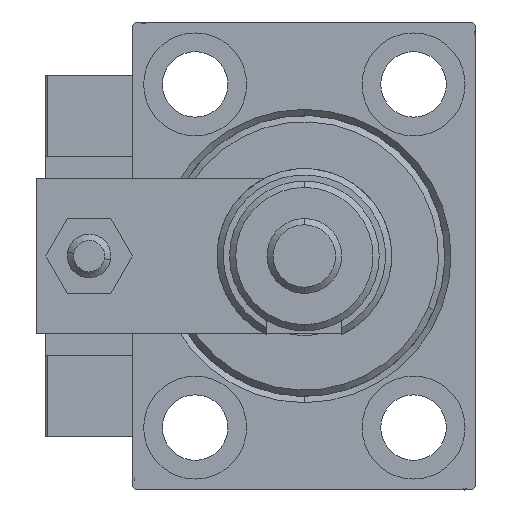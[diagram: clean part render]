
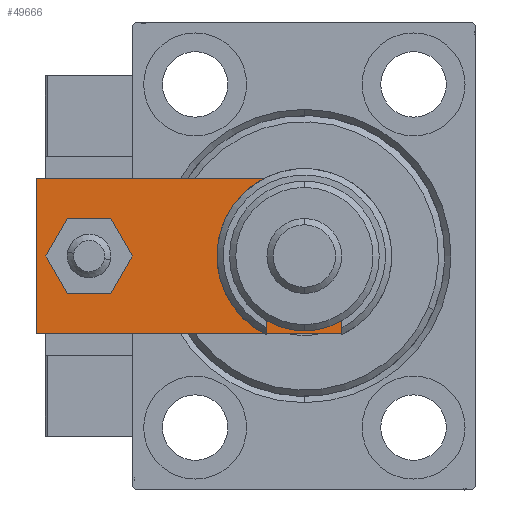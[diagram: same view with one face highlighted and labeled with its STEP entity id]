
A CAD part, left-side view. The second image highlights one B-rep face of the part: STEP entity #49666.
In plain terms, the highlighted face is planar.
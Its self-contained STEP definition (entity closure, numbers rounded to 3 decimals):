
#370 = LINE ( 'NONE', #16619, #16450 ) ;
#578 = ORIENTED_EDGE ( 'NONE', *, *, #35971, .T. ) ;
#1436 = CARTESIAN_POINT ( 'NONE',  ( 4., 46.5, 6. ) ) ;
#1620 = ORIENTED_EDGE ( 'NONE', *, *, #34147, .T. ) ;
#2190 = CIRCLE ( 'NONE', #47208, 4. ) ;
#3454 = CARTESIAN_POINT ( 'NONE',  ( -12.5, 5.66, 6. ) ) ;
#3594 = CARTESIAN_POINT ( 'NONE',  ( 0., 12., 6. ) ) ;
#3622 = CARTESIAN_POINT ( 'NONE',  ( 0., 12., 6. ) ) ;
#3854 = DIRECTION ( 'NONE',  ( 0., 0., 1. ) ) ;
#4565 = EDGE_CURVE ( 'NONE', #5117, #7838, #2190, .T. ) ;
#4852 = CARTESIAN_POINT ( 'NONE',  ( -3.42, -3.42, 6. ) ) ;
#5117 = VERTEX_POINT ( 'NONE', #24419 ) ;
#7449 = CARTESIAN_POINT ( 'NONE',  ( -12.5, 55., 6. ) ) ;
#7838 = VERTEX_POINT ( 'NONE', #1436 ) ;
#7915 = ORIENTED_EDGE ( 'NONE', *, *, #18199, .T. ) ;
#8121 = CARTESIAN_POINT ( 'NONE',  ( 3.42, -3.42, 6. ) ) ;
#8904 = DIRECTION ( 'NONE',  ( -1., 0., 0. ) ) ;
#8998 = EDGE_LOOP ( 'NONE', ( #578, #39154, #31129, #25507, #1620, #7915 ) ) ;
#9378 = DIRECTION ( 'NONE',  ( 0.707, -0.707, 0. ) ) ;
#9515 = FACE_OUTER_BOUND ( 'NONE', #8998, .T. ) ;
#9930 = DIRECTION ( 'NONE',  ( 0., 1., 0. ) ) ;
#10488 = ORIENTED_EDGE ( 'NONE', *, *, #11112, .F. ) ;
#11061 = CARTESIAN_POINT ( 'NONE',  ( 8.25, 12., 6. ) ) ;
#11112 = EDGE_CURVE ( 'NONE', #7838, #5117, #21072, .T. ) ;
#12289 = DIRECTION ( 'NONE',  ( 0., 0., 1. ) ) ;
#13892 = CARTESIAN_POINT ( 'NONE',  ( 12.5, 55., 6. ) ) ;
#13902 = VECTOR ( 'NONE', #9378, 1000. ) ;
#14384 = VECTOR ( 'NONE', #8904, 1000. ) ;
#15027 = VERTEX_POINT ( 'NONE', #7449 ) ;
#16450 = VECTOR ( 'NONE', #9930, 1000. ) ;
#16619 = CARTESIAN_POINT ( 'NONE',  ( 12.5, 0., 6. ) ) ;
#17498 = PLANE ( 'NONE',  #20307 ) ;
#17941 = LINE ( 'NONE', #50469, #14384 ) ;
#18199 = EDGE_CURVE ( 'NONE', #43442, #15027, #17941, .T. ) ;
#20307 = AXIS2_PLACEMENT_3D ( 'NONE', #33745, #49761, #38011 ) ;
#21072 = CIRCLE ( 'NONE', #38090, 4. ) ;
#21625 = LINE ( 'NONE', #4852, #13902 ) ;
#21845 = EDGE_CURVE ( 'NONE', #32379, #42891, #52107, .T. ) ;
#21849 = LINE ( 'NONE', #38094, #34682 ) ;
#21876 = CARTESIAN_POINT ( 'NONE',  ( 12.5, 5.66, 6. ) ) ;
#22914 = DIRECTION ( 'NONE',  ( 1., 0., 0. ) ) ;
#24419 = CARTESIAN_POINT ( 'NONE',  ( -4., 46.5, 6. ) ) ;
#25507 = ORIENTED_EDGE ( 'NONE', *, *, #34082, .T. ) ;
#27062 = CARTESIAN_POINT ( 'NONE',  ( -6.84, 0., 6. ) ) ;
#27959 = DIRECTION ( 'NONE',  ( 0., 0., 1. ) ) ;
#28183 = EDGE_CURVE ( 'NONE', #42891, #32379, #36770, .T. ) ;
#28950 = DIRECTION ( 'NONE',  ( 0., -1., 0. ) ) ;
#29178 = CARTESIAN_POINT ( 'NONE',  ( 6.84, 0., 6. ) ) ;
#29233 = ORIENTED_EDGE ( 'NONE', *, *, #4565, .F. ) ;
#29565 = EDGE_CURVE ( 'NONE', #52548, #46598, #21625, .T. ) ;
#31129 = ORIENTED_EDGE ( 'NONE', *, *, #47162, .T. ) ;
#31853 = DIRECTION ( 'NONE',  ( 1., 0., 0. ) ) ;
#32118 = VERTEX_POINT ( 'NONE', #21876 ) ;
#32379 = VERTEX_POINT ( 'NONE', #11061 ) ;
#32399 = ORIENTED_EDGE ( 'NONE', *, *, #28183, .F. ) ;
#32541 = AXIS2_PLACEMENT_3D ( 'NONE', #3594, #3854, #45414 ) ;
#33745 = CARTESIAN_POINT ( 'NONE',  ( 0., 0., 6. ) ) ;
#34082 = EDGE_CURVE ( 'NONE', #41477, #32118, #37396, .T. ) ;
#34147 = EDGE_CURVE ( 'NONE', #32118, #43442, #370, .T. ) ;
#34278 = FACE_BOUND ( 'NONE', #39822, .T. ) ;
#34392 = VECTOR ( 'NONE', #28950, 1000. ) ;
#34682 = VECTOR ( 'NONE', #34876, 1000. ) ;
#34876 = DIRECTION ( 'NONE',  ( 1., 0., 0. ) ) ;
#35744 = EDGE_LOOP ( 'NONE', ( #32399, #52347 ) ) ;
#35910 = CARTESIAN_POINT ( 'NONE',  ( -12.5, 55., 6. ) ) ;
#35956 = CARTESIAN_POINT ( 'NONE',  ( 0., 46.5, 6. ) ) ;
#35971 = EDGE_CURVE ( 'NONE', #15027, #52548, #40691, .T. ) ;
#36033 = VECTOR ( 'NONE', #45146, 1000. ) ;
#36770 = CIRCLE ( 'NONE', #32541, 8.25 ) ;
#37396 = LINE ( 'NONE', #8121, #36033 ) ;
#38011 = DIRECTION ( 'NONE',  ( 1., 0., 0. ) ) ;
#38090 = AXIS2_PLACEMENT_3D ( 'NONE', #35956, #27959, #22914 ) ;
#38094 = CARTESIAN_POINT ( 'NONE',  ( -12.5, 0., 6. ) ) ;
#38583 = CARTESIAN_POINT ( 'NONE',  ( -8.25, 12., 6. ) ) ;
#39154 = ORIENTED_EDGE ( 'NONE', *, *, #29565, .T. ) ;
#39822 = EDGE_LOOP ( 'NONE', ( #29233, #10488 ) ) ;
#40112 = DIRECTION ( 'NONE',  ( 0., 0., 1. ) ) ;
#40691 = LINE ( 'NONE', #35910, #34392 ) ;
#41477 = VERTEX_POINT ( 'NONE', #29178 ) ;
#41578 = DIRECTION ( 'NONE',  ( 1., 0., 0. ) ) ;
#42010 = FACE_BOUND ( 'NONE', #35744, .T. ) ;
#42891 = VERTEX_POINT ( 'NONE', #38583 ) ;
#43442 = VERTEX_POINT ( 'NONE', #13892 ) ;
#44809 = CARTESIAN_POINT ( 'NONE',  ( 0., 46.5, 6. ) ) ;
#45146 = DIRECTION ( 'NONE',  ( 0.707, 0.707, 0. ) ) ;
#45279 = AXIS2_PLACEMENT_3D ( 'NONE', #3622, #40112, #31853 ) ;
#45414 = DIRECTION ( 'NONE',  ( 1., 0., 0. ) ) ;
#46598 = VERTEX_POINT ( 'NONE', #27062 ) ;
#47162 = EDGE_CURVE ( 'NONE', #46598, #41477, #21849, .T. ) ;
#47208 = AXIS2_PLACEMENT_3D ( 'NONE', #44809, #12289, #41578 ) ;
#49666 = ADVANCED_FACE ( 'NONE', ( #34278, #9515, #42010 ), #17498, .T. ) ;
#49761 = DIRECTION ( 'NONE',  ( 0., 0., 1. ) ) ;
#50469 = CARTESIAN_POINT ( 'NONE',  ( 12.5, 55., 6. ) ) ;
#52107 = CIRCLE ( 'NONE', #45279, 8.25 ) ;
#52347 = ORIENTED_EDGE ( 'NONE', *, *, #21845, .F. ) ;
#52548 = VERTEX_POINT ( 'NONE', #3454 ) ;
